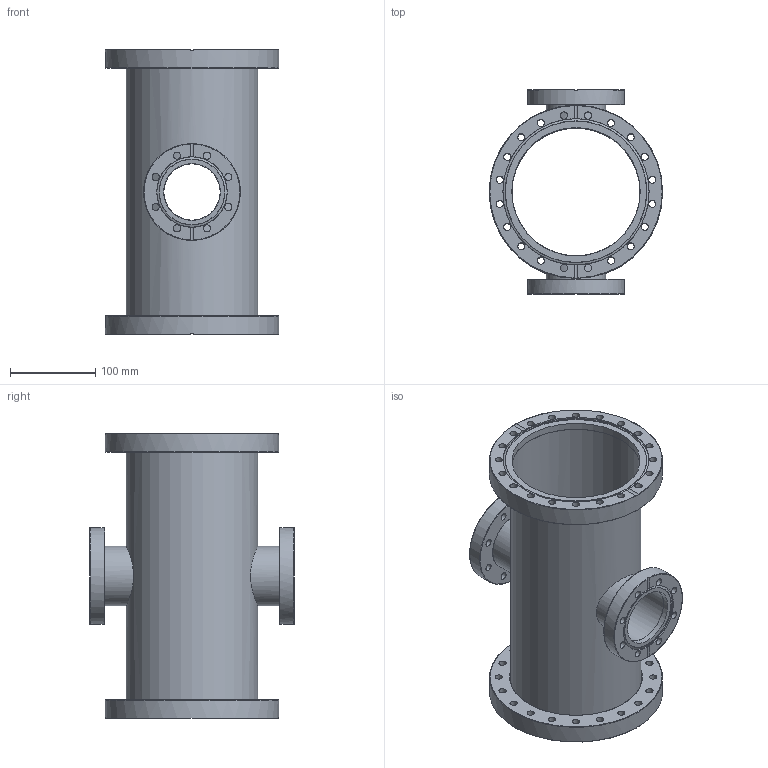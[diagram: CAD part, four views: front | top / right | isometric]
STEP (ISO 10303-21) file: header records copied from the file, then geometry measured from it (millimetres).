
FILE_DESCRIPTION((''),'2;1');
FILE_NAME('UX1563R-304.stp','2009-04-30T15:25:19',('hasers'),(''),'Autodesk Inventor 2008','Autodesk Inventor 2008','');
FILE_SCHEMA(('AUTOMOTIVE_DESIGN { 1 0 10303 214 1 1 1 1 }'));
Length unit declared in the file: millimetre
Products named in the file (9): UX1563R-304; Rohre [Subject [Summary]=normal][Keywords [Summary]=1.4301][Title [Summary]=154x2,0 (0,5m)]_3; Rohre [Subject [Summary]=normal][Keywords [Summary]=1.4301][Title [Summary]=70x2,0 (0,5m)]_5; CF-07 [Keywords [Summary]=1.4301][Company [Summary]=Vacom][Title [Summary]=F150B154]; CF-07 [Keywords [Summary]=1.4301][Company [Summary]=Vacom][Title [Summary]=F63B70]; CF-R [Subject [Summary]=-304][Title [Summary]=F150RIB154]; CF-R [Subject [Summary]=-304][Title [Summary]=F150RO]; CF-R [Subject [Summary]=-304][Title [Summary]=F63RIB70]; CF-R [Subject [Summary]=-304][Title [Summary]=F63RO]
Assembly tree (8 placements, depth 2):
  UX1563R-304
    Rohre [Subject [Summary]=normal][Keywords [Summary]=1.4301][Title [Summary]=154x2,0 (0,5m)]_3
    Rohre [Subject [Summary]=normal][Keywords [Summary]=1.4301][Title [Summary]=70x2,0 (0,5m)]_5
    CF-07 [Keywords [Summary]=1.4301][Company [Summary]=Vacom][Title [Summary]=F150B154]
    CF-07 [Keywords [Summary]=1.4301][Company [Summary]=Vacom][Title [Summary]=F63B70]
    CF-R [Subject [Summary]=-304][Title [Summary]=F150RIB154]
    CF-R [Subject [Summary]=-304][Title [Summary]=F150RO]
    CF-R [Subject [Summary]=-304][Title [Summary]=F63RIB70]
    CF-R [Subject [Summary]=-304][Title [Summary]=F63RO]
Bounding box: 203 x 240 x 334 mm (x, y, z)
Volume: 1065318.7 mm3; surface area: 531904.6 mm2
Topology: 9 solids, 9 shells, 158 faces, 446 edges, 310 vertices
Faces by surface type: bspline 74, cylinder 28, plane 24, torus 22, cone 10
Full cylindrical faces by diameter (mm): 66 x2, 66.5 x1, 70 x2, 70.3 x1, 82.4 x1, 82.5 x1, 83.2 x1, 113.5 x2, 150 x1, 150.5 x1, 154 x1, 154.5 x1, 171.3 x1, 171.4 x1, 172.1 x1, 203 x2
Entity records: 7196 total; most frequent: CARTESIAN_POINT 3658, DIRECTION 628, ORIENTED_EDGE 524, EDGE_LOOP 406, AXIS2_PLACEMENT_3D 305, EDGE_CURVE 262, FACE_BOUND 248, VERTEX_POINT 236
